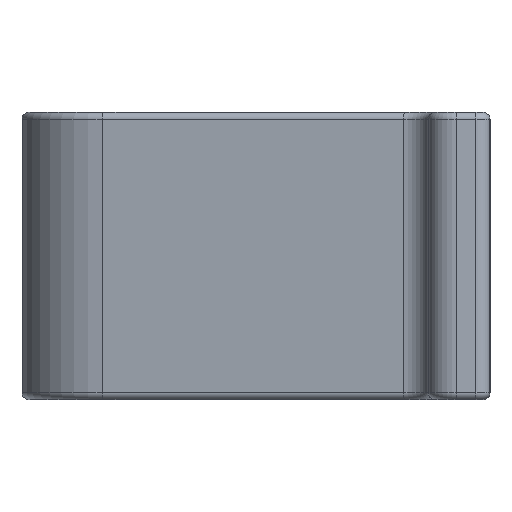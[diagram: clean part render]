
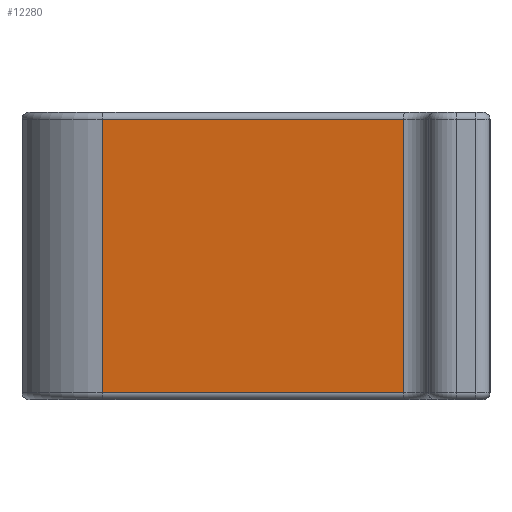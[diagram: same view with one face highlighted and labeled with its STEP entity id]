
A CAD part, left-side view. The second image highlights one B-rep face of the part: STEP entity #12280.
In plain terms, the highlighted planar face has unit normal (-0.993, 0.12, 0).
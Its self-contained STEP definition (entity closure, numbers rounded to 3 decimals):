
#3960=CARTESIAN_POINT('',(-51.436,27.681,9.75));
#3970=VERTEX_POINT('',#3960);
#4150=CARTESIAN_POINT('',(-51.436,27.681,0.));
#4160=DIRECTION('',(0.,-0.,1.));
#4170=VECTOR('',#4160,1.);
#4180=LINE('',#4150,#4170);
#4190=CARTESIAN_POINT('',(-51.436,27.681,-9.75));
#4200=VERTEX_POINT('',#4190);
#4210=EDGE_CURVE('',#4200,#3970,#4180,.T.);
#6900=CARTESIAN_POINT('',(-54.778,0.06,-9.75));
#6910=DIRECTION('',(0.12,0.993,-0.));
#6920=VECTOR('',#6910,1.);
#6930=LINE('',#6900,#6920);
#6940=CARTESIAN_POINT('',(-54.04,6.16,-9.75));
#6950=VERTEX_POINT('',#6940);
#6960=EDGE_CURVE('',#6950,#4200,#6930,.T.);
#9360=CARTESIAN_POINT('',(-54.04,6.16,9.75));
#9370=VERTEX_POINT('',#9360);
#9400=CARTESIAN_POINT('',(-54.778,0.06,9.75));
#9410=DIRECTION('',(0.12,0.993,-0.));
#9420=VECTOR('',#9410,1.);
#9430=LINE('',#9400,#9420);
#9440=EDGE_CURVE('',#9370,#3970,#9430,.T.);
#12120=CARTESIAN_POINT('',(-54.554,1.915,-10.25));
#12130=DIRECTION('',(-0.993,0.12,0.));
#12140=DIRECTION('',(-0.12,-0.993,0.));
#12150=AXIS2_PLACEMENT_3D('',#12120,#12130,#12140);
#12160=PLANE('',#12150);
#12170=ORIENTED_EDGE('',*,*,#4210,.F.);
#12180=ORIENTED_EDGE('',*,*,#9440,.T.);
#12190=CARTESIAN_POINT('',(-54.04,6.16,0.));
#12200=DIRECTION('',(0.,-0.,1.));
#12210=VECTOR('',#12200,1.);
#12220=LINE('',#12190,#12210);
#12230=EDGE_CURVE('',#6950,#9370,#12220,.T.);
#12240=ORIENTED_EDGE('',*,*,#12230,.T.);
#12250=ORIENTED_EDGE('',*,*,#6960,.F.);
#12260=EDGE_LOOP('',(#12250,#12240,#12180,#12170));
#12270=FACE_OUTER_BOUND('',#12260,.T.);
#12280=ADVANCED_FACE('',(#12270),#12160,.T.);
